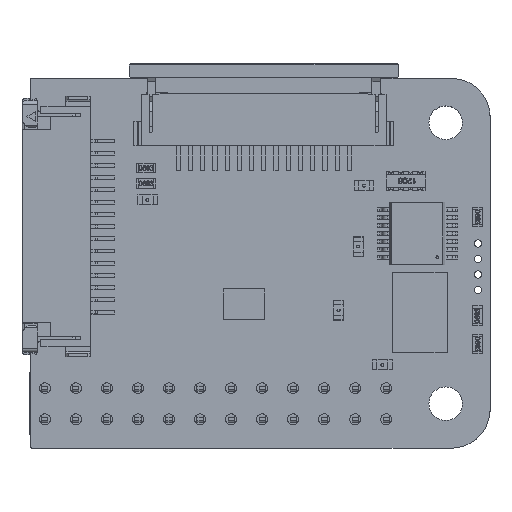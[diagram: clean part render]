
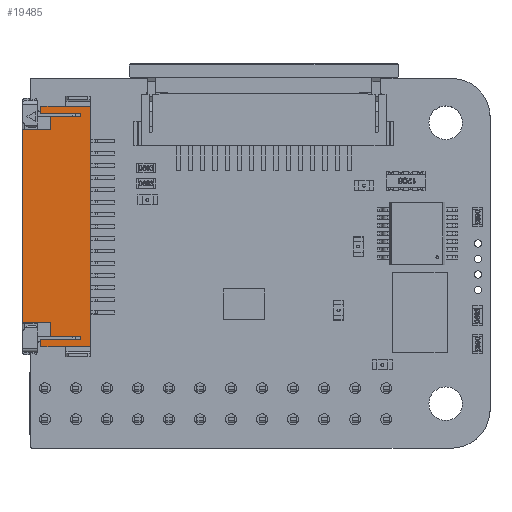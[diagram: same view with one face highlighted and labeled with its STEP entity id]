
A CAD part, top view. The second image highlights one B-rep face of the part: STEP entity #19485.
In plain terms, the highlighted face is planar.
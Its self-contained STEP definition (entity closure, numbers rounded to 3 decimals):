
#39 = ORIENTED_EDGE ( 'NONE', *, *, #67982, .F. ) ;
#329 = VECTOR ( 'NONE', #73201, 1000. ) ;
#751 = CARTESIAN_POINT ( 'NONE',  ( -9.125, 1.35, -1.85 ) ) ;
#1112 = LINE ( 'NONE', #62686, #10788 ) ;
#1405 = DIRECTION ( 'NONE',  ( 1., 0., 0. ) ) ;
#1420 = ORIENTED_EDGE ( 'NONE', *, *, #7372, .F. ) ;
#1547 = DIRECTION ( 'NONE',  ( 1., 0., 0. ) ) ;
#2456 = DIRECTION ( 'NONE',  ( 1., 0., 0. ) ) ;
#2866 = EDGE_CURVE ( 'NONE', #37448, #69833, #79256, .T. ) ;
#3932 = AXIS2_PLACEMENT_3D ( 'NONE', #751, #12012, #1547 ) ;
#4300 = VERTEX_POINT ( 'NONE', #26044 ) ;
#5003 = LINE ( 'NONE', #73435, #9910 ) ;
#5413 = CARTESIAN_POINT ( 'NONE',  ( 8.975, 1.35, 0.45 ) ) ;
#7372 = EDGE_CURVE ( 'NONE', #55856, #12278, #70746, .T. ) ;
#7439 = VECTOR ( 'NONE', #52847, 1000. ) ;
#7763 = EDGE_CURVE ( 'NONE', #55425, #37448, #25754, .T. ) ;
#8324 = VERTEX_POINT ( 'NONE', #21029 ) ;
#8328 = VERTEX_POINT ( 'NONE', #63704 ) ;
#8664 = EDGE_CURVE ( 'NONE', #63953, #69833, #18569, .T. ) ;
#8999 = EDGE_CURVE ( 'NONE', #8328, #55425, #37782, .T. ) ;
#9115 = ORIENTED_EDGE ( 'NONE', *, *, #26287, .T. ) ;
#9367 = CARTESIAN_POINT ( 'NONE',  ( -7.9, 1.35, 0.45 ) ) ;
#9910 = VECTOR ( 'NONE', #54501, 1000. ) ;
#10788 = VECTOR ( 'NONE', #26827, 1000. ) ;
#11242 = EDGE_CURVE ( 'NONE', #22577, #30897, #1112, .T. ) ;
#11362 = CARTESIAN_POINT ( 'NONE',  ( 7.9, 1.35, 0.45 ) ) ;
#11510 = CARTESIAN_POINT ( 'NONE',  ( -7.9, 1.35, 0.45 ) ) ;
#11837 = DIRECTION ( 'NONE',  ( 0., 0., -1. ) ) ;
#11847 = ORIENTED_EDGE ( 'NONE', *, *, #42321, .F. ) ;
#12012 = DIRECTION ( 'NONE',  ( 0., 1., 0. ) ) ;
#12278 = VERTEX_POINT ( 'NONE', #66741 ) ;
#16168 = LINE ( 'NONE', #46356, #57175 ) ;
#17008 = VERTEX_POINT ( 'NONE', #18662 ) ;
#17059 = CARTESIAN_POINT ( 'NONE',  ( 7.9, 1.35, 2.8 ) ) ;
#17234 = ORIENTED_EDGE ( 'NONE', *, *, #78594, .F. ) ;
#18569 = LINE ( 'NONE', #43910, #57941 ) ;
#18662 = CARTESIAN_POINT ( 'NONE',  ( 8.975, 1.35, 0.45 ) ) ;
#18954 = DIRECTION ( 'NONE',  ( 1., 0., 0. ) ) ;
#19485 = ADVANCED_FACE ( 'NONE', ( #58382 ), #28179, .T. ) ;
#19757 = CARTESIAN_POINT ( 'NONE',  ( -8.975, 1.35, -1.85 ) ) ;
#20097 = CARTESIAN_POINT ( 'NONE',  ( 7.9, 1.35, 2.8 ) ) ;
#20296 = CARTESIAN_POINT ( 'NONE',  ( 9.125, 1.35, -1.85 ) ) ;
#20364 = EDGE_CURVE ( 'NONE', #17008, #4300, #60564, .T. ) ;
#20535 = VECTOR ( 'NONE', #74824, 1000. ) ;
#21029 = CARTESIAN_POINT ( 'NONE',  ( 9.275, 1.35, -1.85 ) ) ;
#21689 = EDGE_CURVE ( 'NONE', #17008, #69133, #16168, .T. ) ;
#22467 = ORIENTED_EDGE ( 'NONE', *, *, #66733, .T. ) ;
#22574 = VECTOR ( 'NONE', #66468, 1000. ) ;
#22577 = VERTEX_POINT ( 'NONE', #67057 ) ;
#22935 = ORIENTED_EDGE ( 'NONE', *, *, #7763, .F. ) ;
#23174 = VECTOR ( 'NONE', #64694, 1000. ) ;
#23207 = EDGE_LOOP ( 'NONE', ( #63442, #17234, #11847, #41549, #38743, #1420, #22467, #67939, #79534, #22935, #36442, #39, #9115, #68435, #28426, #27150 ) ) ;
#23779 = LINE ( 'NONE', #74123, #22574 ) ;
#24635 = CARTESIAN_POINT ( 'NONE',  ( -9.85, 1.35, 1.25 ) ) ;
#25287 = VECTOR ( 'NONE', #77478, 1000. ) ;
#25754 = CIRCLE ( 'NONE', #3932, 0.15 ) ;
#26044 = CARTESIAN_POINT ( 'NONE',  ( 8.975, 1.35, -1.85 ) ) ;
#26287 = EDGE_CURVE ( 'NONE', #30501, #51714, #72306, .T. ) ;
#26827 = DIRECTION ( 'NONE',  ( -1., 0., 0. ) ) ;
#27150 = ORIENTED_EDGE ( 'NONE', *, *, #21689, .F. ) ;
#27594 = CARTESIAN_POINT ( 'NONE',  ( -9.275, 1.35, -1.85 ) ) ;
#28179 = PLANE ( 'NONE',  #29997 ) ;
#28426 = ORIENTED_EDGE ( 'NONE', *, *, #53695, .T. ) ;
#29997 = AXIS2_PLACEMENT_3D ( 'NONE', #33040, #57594, #2456 ) ;
#30440 = DIRECTION ( 'NONE',  ( 0., 0., 1. ) ) ;
#30501 = VERTEX_POINT ( 'NONE', #52834 ) ;
#30897 = VERTEX_POINT ( 'NONE', #33427 ) ;
#31552 = LINE ( 'NONE', #68183, #45821 ) ;
#33040 = CARTESIAN_POINT ( 'NONE',  ( -9.85, 1.35, -2.8 ) ) ;
#33427 = CARTESIAN_POINT ( 'NONE',  ( 9.275, 1.35, 1.25 ) ) ;
#33931 = LINE ( 'NONE', #9367, #7439 ) ;
#34301 = VECTOR ( 'NONE', #30440, 1000. ) ;
#36442 = ORIENTED_EDGE ( 'NONE', *, *, #8999, .F. ) ;
#37448 = VERTEX_POINT ( 'NONE', #27594 ) ;
#37707 = CARTESIAN_POINT ( 'NONE',  ( -7.9, 1.35, 2.8 ) ) ;
#37782 = LINE ( 'NONE', #55507, #20535 ) ;
#38459 = VERTEX_POINT ( 'NONE', #20097 ) ;
#38743 = ORIENTED_EDGE ( 'NONE', *, *, #47154, .F. ) ;
#40155 = CARTESIAN_POINT ( 'NONE',  ( -9.85, 1.35, -2.8 ) ) ;
#41549 = ORIENTED_EDGE ( 'NONE', *, *, #11242, .F. ) ;
#42321 = EDGE_CURVE ( 'NONE', #30897, #8324, #31552, .T. ) ;
#43910 = CARTESIAN_POINT ( 'NONE',  ( -9.85, 1.35, 1.25 ) ) ;
#44781 = CARTESIAN_POINT ( 'NONE',  ( 9.85, 1.35, -2.8 ) ) ;
#45821 = VECTOR ( 'NONE', #11837, 1000. ) ;
#46356 = CARTESIAN_POINT ( 'NONE',  ( 8.975, 1.35, 0.45 ) ) ;
#47154 = EDGE_CURVE ( 'NONE', #12278, #22577, #56085, .T. ) ;
#47686 = DIRECTION ( 'NONE',  ( 0., 0., -1. ) ) ;
#51714 = VERTEX_POINT ( 'NONE', #37707 ) ;
#52114 = EDGE_CURVE ( 'NONE', #51714, #38459, #23779, .T. ) ;
#52834 = CARTESIAN_POINT ( 'NONE',  ( -7.9, 1.35, 0.45 ) ) ;
#52847 = DIRECTION ( 'NONE',  ( -1., 0., 0. ) ) ;
#53695 = EDGE_CURVE ( 'NONE', #38459, #69133, #72202, .T. ) ;
#54501 = DIRECTION ( 'NONE',  ( 0., 0., 1. ) ) ;
#55425 = VERTEX_POINT ( 'NONE', #19757 ) ;
#55507 = CARTESIAN_POINT ( 'NONE',  ( -8.975, 1.35, 0.45 ) ) ;
#55856 = VERTEX_POINT ( 'NONE', #73405 ) ;
#56085 = LINE ( 'NONE', #44781, #57981 ) ;
#56542 = DIRECTION ( 'NONE',  ( 0., 1., 0. ) ) ;
#56871 = DIRECTION ( 'NONE',  ( 0., 0., 1. ) ) ;
#57175 = VECTOR ( 'NONE', #77759, 1000. ) ;
#57594 = DIRECTION ( 'NONE',  ( 0., 1., 0. ) ) ;
#57941 = VECTOR ( 'NONE', #18954, 1000. ) ;
#57981 = VECTOR ( 'NONE', #56871, 1000. ) ;
#58382 = FACE_OUTER_BOUND ( 'NONE', #23207, .T. ) ;
#59202 = CIRCLE ( 'NONE', #69524, 0.15 ) ;
#60564 = LINE ( 'NONE', #5413, #73774 ) ;
#62686 = CARTESIAN_POINT ( 'NONE',  ( 9.85, 1.35, 1.25 ) ) ;
#63442 = ORIENTED_EDGE ( 'NONE', *, *, #20364, .T. ) ;
#63704 = CARTESIAN_POINT ( 'NONE',  ( -8.975, 1.35, 0.45 ) ) ;
#63953 = VERTEX_POINT ( 'NONE', #24635 ) ;
#64694 = DIRECTION ( 'NONE',  ( 1., 0., 0. ) ) ;
#66468 = DIRECTION ( 'NONE',  ( 1., 0., 0. ) ) ;
#66733 = EDGE_CURVE ( 'NONE', #55856, #63953, #5003, .T. ) ;
#66741 = CARTESIAN_POINT ( 'NONE',  ( 9.85, 1.35, -2.8 ) ) ;
#67057 = CARTESIAN_POINT ( 'NONE',  ( 9.85, 1.35, 1.25 ) ) ;
#67939 = ORIENTED_EDGE ( 'NONE', *, *, #8664, .T. ) ;
#67982 = EDGE_CURVE ( 'NONE', #30501, #8328, #33931, .T. ) ;
#68183 = CARTESIAN_POINT ( 'NONE',  ( 9.275, 1.35, 1.25 ) ) ;
#68435 = ORIENTED_EDGE ( 'NONE', *, *, #52114, .T. ) ;
#68806 = CARTESIAN_POINT ( 'NONE',  ( -9.275, 1.35, 1.25 ) ) ;
#69133 = VERTEX_POINT ( 'NONE', #11362 ) ;
#69524 = AXIS2_PLACEMENT_3D ( 'NONE', #20296, #56542, #1405 ) ;
#69833 = VERTEX_POINT ( 'NONE', #68806 ) ;
#70746 = LINE ( 'NONE', #40155, #23174 ) ;
#72202 = LINE ( 'NONE', #17059, #25287 ) ;
#72306 = LINE ( 'NONE', #11510, #34301 ) ;
#73201 = DIRECTION ( 'NONE',  ( 0., 0., 1. ) ) ;
#73405 = CARTESIAN_POINT ( 'NONE',  ( -9.85, 1.35, -2.8 ) ) ;
#73435 = CARTESIAN_POINT ( 'NONE',  ( -9.85, 1.35, -2.8 ) ) ;
#73774 = VECTOR ( 'NONE', #47686, 1000. ) ;
#74123 = CARTESIAN_POINT ( 'NONE',  ( -7.9, 1.35, 2.8 ) ) ;
#74824 = DIRECTION ( 'NONE',  ( 0., 0., -1. ) ) ;
#77478 = DIRECTION ( 'NONE',  ( 0., 0., -1. ) ) ;
#77759 = DIRECTION ( 'NONE',  ( -1., 0., 0. ) ) ;
#78441 = CARTESIAN_POINT ( 'NONE',  ( -9.275, 1.35, -1.85 ) ) ;
#78594 = EDGE_CURVE ( 'NONE', #8324, #4300, #59202, .T. ) ;
#79256 = LINE ( 'NONE', #78441, #329 ) ;
#79534 = ORIENTED_EDGE ( 'NONE', *, *, #2866, .F. ) ;
